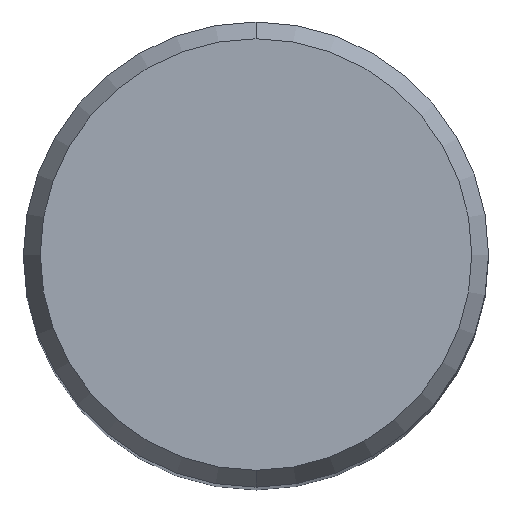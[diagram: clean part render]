
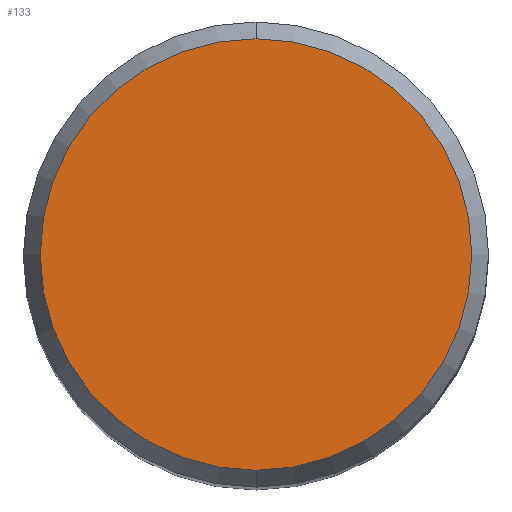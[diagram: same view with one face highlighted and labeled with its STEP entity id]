
A CAD part, top view. The second image highlights one B-rep face of the part: STEP entity #133.
In plain terms, the highlighted planar face has unit normal (0, 0, 1).
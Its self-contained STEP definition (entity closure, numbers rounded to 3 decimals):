
#133=ADVANCED_FACE('',(#291),#292,.T.);
#147=VERTEX_POINT('',#306);
#165=EDGE_CURVE('',#213,#147,#326,.T.);
#199=EDGE_CURVE('',#147,#213,#362,.T.);
#213=VERTEX_POINT('',#378);
#291=FACE_OUTER_BOUND('',#459,.T.);
#292=PLANE('',#460);
#306=CARTESIAN_POINT('',(0.,-5.892,0.0));
#326=CIRCLE('',#504,5.892);
#362=CIRCLE('',#553,5.892);
#378=CARTESIAN_POINT('',(0.0,5.892,0.0));
#459=EDGE_LOOP('',(#667,#668));
#460=AXIS2_PLACEMENT_3D('',#669,#670,#671);
#504=AXIS2_PLACEMENT_3D('',#700,#701,#702);
#553=AXIS2_PLACEMENT_3D('',#734,#735,#736);
#667=ORIENTED_EDGE('',*,*,#165,.F.);
#668=ORIENTED_EDGE('',*,*,#199,.F.);
#669=CARTESIAN_POINT('',(0.0,2.946,0.0));
#670=DIRECTION('',(-0.0,0.0,1.0));
#671=DIRECTION('',(0.0,-1.0,0.0));
#700=CARTESIAN_POINT('',(0.0,0.0,0.0));
#701=DIRECTION('',(0.0,0.0,-1.0));
#702=DIRECTION('',(0.0,1.0,0.0));
#734=CARTESIAN_POINT('',(0.0,0.0,0.0));
#735=DIRECTION('',(0.0,0.0,-1.0));
#736=DIRECTION('',(0.0,1.0,0.0));
